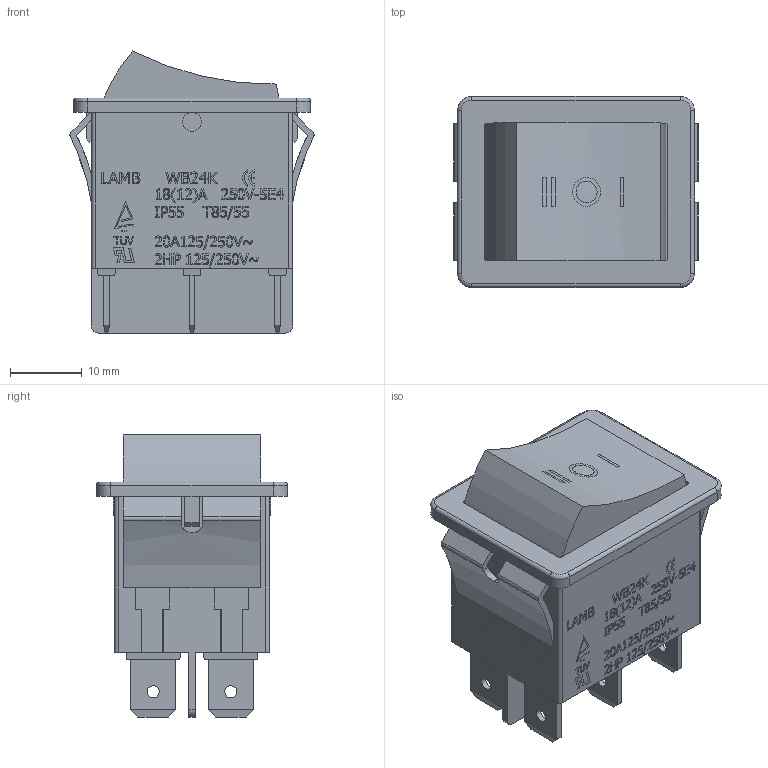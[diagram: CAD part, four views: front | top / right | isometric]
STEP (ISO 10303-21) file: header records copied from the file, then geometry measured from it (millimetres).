
FILE_DESCRIPTION((' '),'2;1');
FILE_NAME('WB246Dxxx9.stp','2017-08-02T16:26:34',(' '),(' '),' ','ACIS',' ');
FILE_SCHEMA(('CONFIG_CONTROL_DESIGN'));
Length unit declared in the file: inch
Products named in the file (1): WB246Dxxx9.stp
Bounding box: 34 x 26.6 x 39.26 mm (x, y, z)
Volume: 7512 mm3; surface area: 10958 mm2
Topology: 1 solids, 1 shells, 442 faces, 1884 edges, 1539 vertices
Faces by surface type: plane 371, cylinder 67, torus 4
Full cylindrical faces by diameter (mm): 0.6 x2, 1.7 x6, 2.6 x2, 3 x1, 4 x1
Entity records: 20958 total; most frequent: CARTESIAN_POINT 5340, ORIENTED_EDGE 3752, DIRECTION 2529, EDGE_CURVE 1876, VERTEX_POINT 1539, VECTOR 1257, LINE 1257, AXIS2_PLACEMENT_3D 636
